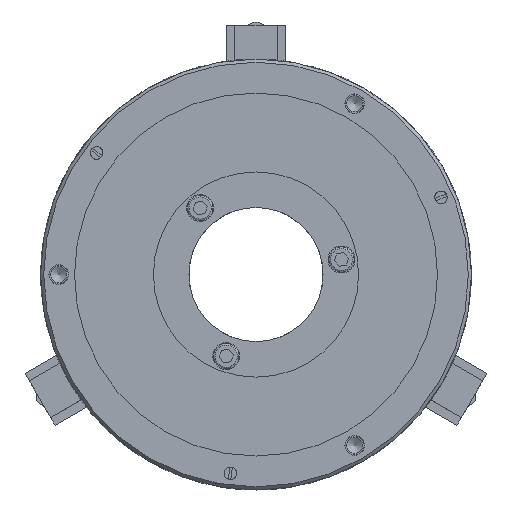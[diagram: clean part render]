
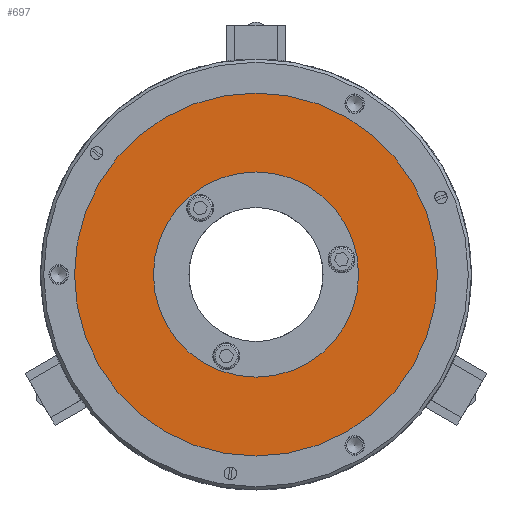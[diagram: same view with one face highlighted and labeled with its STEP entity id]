
A CAD part, front view. The second image highlights one B-rep face of the part: STEP entity #697.
In plain terms, the highlighted planar face has unit normal (0, -1, 0).
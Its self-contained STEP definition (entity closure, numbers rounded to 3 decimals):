
#697 = ADVANCED_FACE( '', ( #1934, #1935 ), #1936, .F. );
#1934 = FACE_OUTER_BOUND( '', #3808, .T. );
#1935 = FACE_BOUND( '', #3809, .T. );
#1936 = PLANE( '', #3810 );
#3808 = EDGE_LOOP( '', ( #6016 ) );
#3809 = EDGE_LOOP( '', ( #6017 ) );
#3810 = AXIS2_PLACEMENT_3D( '', #6018, #6019, #6020 );
#6016 = ORIENTED_EDGE( '', *, *, #11390, .F. );
#6017 = ORIENTED_EDGE( '', *, *, #11391, .T. );
#6018 = CARTESIAN_POINT( '', ( 115., 6., 0. ) );
#6019 = DIRECTION( '', ( 0., 1., 0. ) );
#6020 = DIRECTION( '', ( 0., 0., 1. ) );
#11390 = EDGE_CURVE( '', #13833, #13833, #13834, .T. );
#11391 = EDGE_CURVE( '', #13835, #13835, #13836, .T. );
#13833 = VERTEX_POINT( '', #17401 );
#13834 = CIRCLE( '', #17402, 115. );
#13835 = VERTEX_POINT( '', #17403 );
#13836 = CIRCLE( '', #17404, 65. );
#17401 = CARTESIAN_POINT( '', ( 0., 6., 115. ) );
#17402 = AXIS2_PLACEMENT_3D( '', #22542, #22543, #22544 );
#17403 = CARTESIAN_POINT( '', ( 0., 6., 65. ) );
#17404 = AXIS2_PLACEMENT_3D( '', #22545, #22546, #22547 );
#22542 = CARTESIAN_POINT( '', ( 0., 6., 0. ) );
#22543 = DIRECTION( '', ( 0., 1., 0. ) );
#22544 = DIRECTION( '', ( 0., 0., 1. ) );
#22545 = CARTESIAN_POINT( '', ( 0., 6., 0. ) );
#22546 = DIRECTION( '', ( 0., 1., 0. ) );
#22547 = DIRECTION( '', ( 0., 0., 1. ) );
